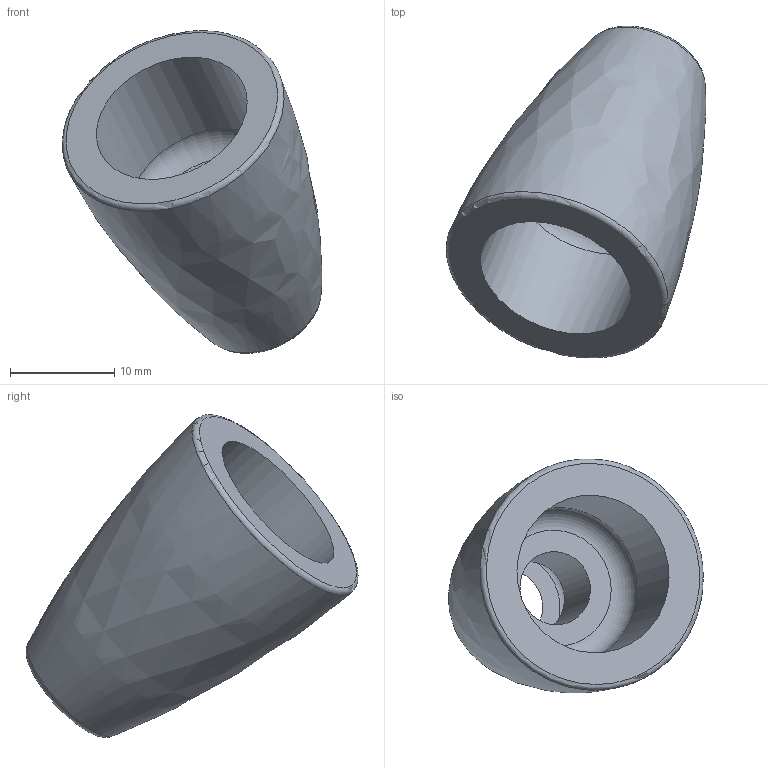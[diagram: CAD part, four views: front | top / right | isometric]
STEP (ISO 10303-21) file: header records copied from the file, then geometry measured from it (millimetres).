
FILE_DESCRIPTION(/* description */ (''),/* implementation_level */ '2;1');
FILE_NAME(/* name */ 'Rueda 1.stp',/* time_stamp */ '2023-01-12T18:45:59+03:00',/* author */ ('Ivan Petrov'),/* organization */ (''),/* preprocessor_version */ 'ST-DEVELOPER v18.1',/* originating_system */ 'Autodesk Inventor 2022',/* authorisation */ '');
FILE_SCHEMA (('AUTOMOTIVE_DESIGN { 1 0 10303 214 3 1 1 }'));
Length unit declared in the file: millimetre
Products named in the file (1): Rueda 1
Bounding box: 24.86 x 31.83 x 30.92 mm (x, y, z)
Volume: 4928 mm3; surface area: 3101.8 mm2
Topology: 1 solids, 1 shells, 12 faces, 29 edges, 21 vertices
Faces by surface type: plane 4, cylinder 3, torus 3, cone 1, bspline 1
Full cylindrical faces by diameter (mm): 7.05 x1, 10.05 x1, 15.2 x1
Entity records: 700 total; most frequent: CARTESIAN_POINT 323, DIRECTION 71, ORIENTED_EDGE 58, AXIS2_PLACEMENT_3D 32, EDGE_CURVE 29, VERTEX_POINT 21, CIRCLE 20, EDGE_LOOP 16
